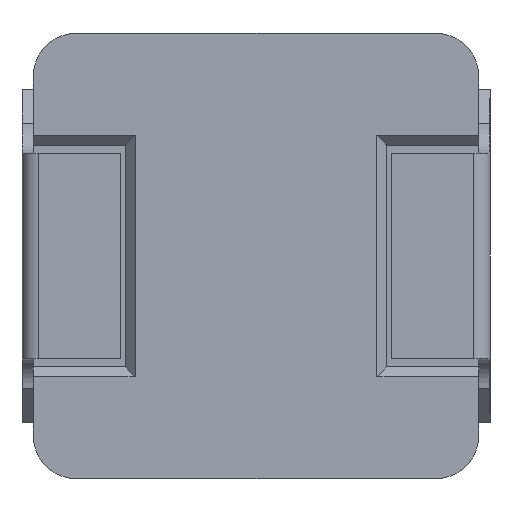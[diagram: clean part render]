
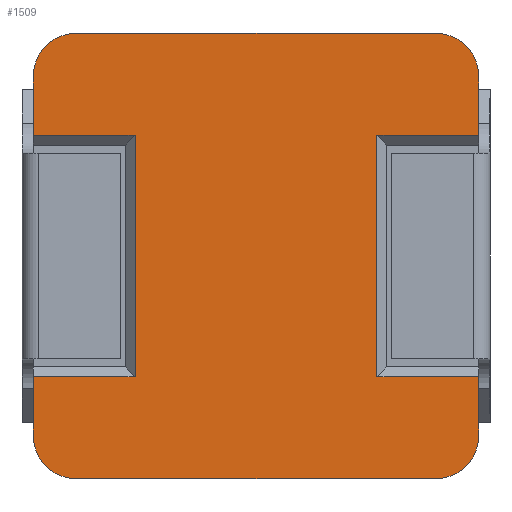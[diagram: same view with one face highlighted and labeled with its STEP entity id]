
A CAD part, front view. The second image highlights one B-rep face of the part: STEP entity #1509.
In plain terms, the highlighted planar face has unit normal (0, -1, 0).
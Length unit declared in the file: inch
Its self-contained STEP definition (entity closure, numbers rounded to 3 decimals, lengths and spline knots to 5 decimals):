
#9 = ORIENTED_EDGE ( 'NONE', *, *, #3935, .F. ) ;
#163 = CIRCLE ( 'NONE', #4497, 0.0396 ) ;
#165 = VERTEX_POINT ( 'NONE', #3411 ) ;
#202 = LINE ( 'NONE', #2935, #354 ) ;
#286 = VERTEX_POINT ( 'NONE', #3346 ) ;
#317 = CARTESIAN_POINT ( 'NONE',  ( 0.23742, 0.09557, 0.03088 ) ) ;
#337 = CIRCLE ( 'NONE', #3621, 0.0396 ) ;
#354 = VECTOR ( 'NONE', #2446, 39.37008 ) ;
#421 = ORIENTED_EDGE ( 'NONE', *, *, #2412, .F. ) ;
#471 = DIRECTION ( 'NONE',  ( 0., 0., -1. ) ) ;
#494 = DIRECTION ( 'NONE',  ( 0., 1., 0. ) ) ;
#521 = CARTESIAN_POINT ( 'NONE',  ( 0.28982, 0.09557, -0.02162 ) ) ;
#555 = ORIENTED_EDGE ( 'NONE', *, *, #2621, .F. ) ;
#625 = CARTESIAN_POINT ( 'NONE',  ( 0.32942, 0.09557, 0.30138 ) ) ;
#635 = VERTEX_POINT ( 'NONE', #3295 ) ;
#651 = LINE ( 'NONE', #625, #2827 ) ;
#701 = VECTOR ( 'NONE', #1761, 39.37008 ) ;
#718 = ORIENTED_EDGE ( 'NONE', *, *, #1200, .F. ) ;
#766 = CARTESIAN_POINT ( 'NONE',  ( 0.28982, 0.09557, 0.34098 ) ) ;
#815 = CIRCLE ( 'NONE', #1112, 0.0396 ) ;
#822 = PLANE ( 'NONE',  #4343 ) ;
#835 = DIRECTION ( 'NONE',  ( 0., 0., -1. ) ) ;
#930 = DIRECTION ( 'NONE',  ( 0., 0., -1. ) ) ;
#948 = CARTESIAN_POINT ( 'NONE',  ( 0.32942, 0.09557, 0.30138 ) ) ;
#953 = LINE ( 'NONE', #948, #3436 ) ;
#974 = EDGE_CURVE ( 'NONE', #165, #635, #2424, .T. ) ;
#1046 = VECTOR ( 'NONE', #2391, 39.37008 ) ;
#1104 = EDGE_CURVE ( 'NONE', #1524, #4444, #815, .T. ) ;
#1112 = AXIS2_PLACEMENT_3D ( 'NONE', #1718, #1712, #1716 ) ;
#1191 = CARTESIAN_POINT ( 'NONE',  ( -0.07278, 0.09557, -0.02162 ) ) ;
#1200 = EDGE_CURVE ( 'NONE', #4476, #635, #953, .T. ) ;
#1319 = DIRECTION ( 'NONE',  ( 0., 1., 0. ) ) ;
#1360 = CARTESIAN_POINT ( 'NONE',  ( -0.03318, 0.09557, -0.06122 ) ) ;
#1380 = ORIENTED_EDGE ( 'NONE', *, *, #1422, .T. ) ;
#1422 = EDGE_CURVE ( 'NONE', #1458, #3820, #3060, .T. ) ;
#1458 = VERTEX_POINT ( 'NONE', #2368 ) ;
#1484 = VERTEX_POINT ( 'NONE', #2237 ) ;
#1509 = ADVANCED_FACE ( 'NONE', ( #1596 ), #822, .F. ) ;
#1518 = CARTESIAN_POINT ( 'NONE',  ( 0.28982, 0.09557, -0.06122 ) ) ;
#1524 = VERTEX_POINT ( 'NONE', #1360 ) ;
#1590 = ORIENTED_EDGE ( 'NONE', *, *, #2673, .F. ) ;
#1596 = FACE_OUTER_BOUND ( 'NONE', #4238, .T. ) ;
#1624 = CARTESIAN_POINT ( 'NONE',  ( -0.07278, 0.09557, 0.24888 ) ) ;
#1669 = EDGE_CURVE ( 'NONE', #3310, #286, #3986, .T. ) ;
#1682 = CARTESIAN_POINT ( 'NONE',  ( 0.28982, 0.09557, 0.24888 ) ) ;
#1692 = VECTOR ( 'NONE', #2750, 39.37008 ) ;
#1712 = DIRECTION ( 'NONE',  ( 0., 1., 0. ) ) ;
#1716 = DIRECTION ( 'NONE',  ( 0., 0., -1. ) ) ;
#1718 = CARTESIAN_POINT ( 'NONE',  ( -0.03318, 0.09557, -0.02162 ) ) ;
#1727 = DIRECTION ( 'NONE',  ( 0., 0., 1. ) ) ;
#1761 = DIRECTION ( 'NONE',  ( 0., 0., 1. ) ) ;
#1772 = DIRECTION ( 'NONE',  ( 0., 1., 0. ) ) ;
#1796 = VECTOR ( 'NONE', #4051, 39.37008 ) ;
#1831 = CARTESIAN_POINT ( 'NONE',  ( 0.28982, 0.09557, 0.30138 ) ) ;
#1846 = VECTOR ( 'NONE', #2881, 39.37008 ) ;
#2028 = EDGE_CURVE ( 'NONE', #3846, #3273, #2788, .T. ) ;
#2217 = EDGE_CURVE ( 'NONE', #1484, #3886, #337, .T. ) ;
#2219 = CARTESIAN_POINT ( 'NONE',  ( 0.23742, 0.09557, 0.30138 ) ) ;
#2237 = CARTESIAN_POINT ( 'NONE',  ( 0.32942, 0.09557, -0.02162 ) ) ;
#2294 = ORIENTED_EDGE ( 'NONE', *, *, #2329, .T. ) ;
#2329 = EDGE_CURVE ( 'NONE', #3273, #3310, #2933, .T. ) ;
#2368 = CARTESIAN_POINT ( 'NONE',  ( 0.32942, 0.09557, 0.03088 ) ) ;
#2391 = DIRECTION ( 'NONE',  ( 1., 0., 0. ) ) ;
#2412 = EDGE_CURVE ( 'NONE', #4444, #286, #2469, .T. ) ;
#2424 = LINE ( 'NONE', #1682, #1046 ) ;
#2444 = DIRECTION ( 'NONE',  ( 0., 0., 1. ) ) ;
#2446 = DIRECTION ( 'NONE',  ( -1., 0., 0. ) ) ;
#2456 = DIRECTION ( 'NONE',  ( 0., 0., 1. ) ) ;
#2460 = DIRECTION ( 'NONE',  ( 1., 0., 0. ) ) ;
#2463 = ORIENTED_EDGE ( 'NONE', *, *, #974, .T. ) ;
#2464 = CARTESIAN_POINT ( 'NONE',  ( -0.07278, 0.09557, 0.30138 ) ) ;
#2469 = LINE ( 'NONE', #2464, #3501 ) ;
#2483 = DIRECTION ( 'NONE',  ( 0., 1., 0. ) ) ;
#2498 = VERTEX_POINT ( 'NONE', #766 ) ;
#2511 = CARTESIAN_POINT ( 'NONE',  ( 0.28982, 0.09557, 0.30138 ) ) ;
#2543 = CIRCLE ( 'NONE', #2977, 0.0396 ) ;
#2621 = EDGE_CURVE ( 'NONE', #1458, #1484, #651, .T. ) ;
#2625 = ORIENTED_EDGE ( 'NONE', *, *, #3253, .T. ) ;
#2673 = EDGE_CURVE ( 'NONE', #2498, #4476, #163, .T. ) ;
#2708 = ORIENTED_EDGE ( 'NONE', *, *, #3543, .F. ) ;
#2709 = LINE ( 'NONE', #2219, #701 ) ;
#2750 = DIRECTION ( 'NONE',  ( 1., 0., 0. ) ) ;
#2781 = CARTESIAN_POINT ( 'NONE',  ( 0.28982, 0.09557, 0.24888 ) ) ;
#2788 = LINE ( 'NONE', #2781, #1692 ) ;
#2827 = VECTOR ( 'NONE', #3251, 39.37008 ) ;
#2881 = DIRECTION ( 'NONE',  ( 0., 0., -1. ) ) ;
#2900 = CARTESIAN_POINT ( 'NONE',  ( 0.01922, 0.09557, 0.30138 ) ) ;
#2933 = LINE ( 'NONE', #2900, #1846 ) ;
#2935 = CARTESIAN_POINT ( 'NONE',  ( -0.03318, 0.09557, -0.06122 ) ) ;
#2952 = CARTESIAN_POINT ( 'NONE',  ( -0.03318, 0.09557, 0.34098 ) ) ;
#2963 = EDGE_CURVE ( 'NONE', #3846, #4006, #3242, .T. ) ;
#2972 = DIRECTION ( 'NONE',  ( -1., 0., 0. ) ) ;
#2977 = AXIS2_PLACEMENT_3D ( 'NONE', #3656, #1319, #835 ) ;
#3032 = CARTESIAN_POINT ( 'NONE',  ( 0.28982, 0.09557, 0.03088 ) ) ;
#3060 = LINE ( 'NONE', #3032, #3828 ) ;
#3242 = LINE ( 'NONE', #4561, #1796 ) ;
#3251 = DIRECTION ( 'NONE',  ( 0., 0., -1. ) ) ;
#3253 = EDGE_CURVE ( 'NONE', #3820, #165, #2709, .T. ) ;
#3273 = VERTEX_POINT ( 'NONE', #4488 ) ;
#3295 = CARTESIAN_POINT ( 'NONE',  ( 0.32942, 0.09557, 0.24888 ) ) ;
#3310 = VERTEX_POINT ( 'NONE', #3549 ) ;
#3315 = CARTESIAN_POINT ( 'NONE',  ( -0.03318, 0.09557, 0.34098 ) ) ;
#3346 = CARTESIAN_POINT ( 'NONE',  ( -0.07278, 0.09557, 0.03088 ) ) ;
#3403 = LINE ( 'NONE', #2952, #3516 ) ;
#3406 = CARTESIAN_POINT ( 'NONE',  ( 0.32942, 0.09557, 0.30138 ) ) ;
#3411 = CARTESIAN_POINT ( 'NONE',  ( 0.23742, 0.09557, 0.24888 ) ) ;
#3436 = VECTOR ( 'NONE', #930, 39.37008 ) ;
#3439 = ORIENTED_EDGE ( 'NONE', *, *, #3877, .F. ) ;
#3491 = CARTESIAN_POINT ( 'NONE',  ( -0.07278, 0.09557, 0.30138 ) ) ;
#3501 = VECTOR ( 'NONE', #2444, 39.37008 ) ;
#3507 = ORIENTED_EDGE ( 'NONE', *, *, #1104, .F. ) ;
#3516 = VECTOR ( 'NONE', #2460, 39.37008 ) ;
#3543 = EDGE_CURVE ( 'NONE', #3707, #2498, #3403, .T. ) ;
#3549 = CARTESIAN_POINT ( 'NONE',  ( 0.01922, 0.09557, 0.03088 ) ) ;
#3561 = ORIENTED_EDGE ( 'NONE', *, *, #2217, .F. ) ;
#3621 = AXIS2_PLACEMENT_3D ( 'NONE', #521, #494, #471 ) ;
#3656 = CARTESIAN_POINT ( 'NONE',  ( -0.03318, 0.09557, 0.30138 ) ) ;
#3707 = VERTEX_POINT ( 'NONE', #3315 ) ;
#3711 = ORIENTED_EDGE ( 'NONE', *, *, #2963, .F. ) ;
#3785 = ORIENTED_EDGE ( 'NONE', *, *, #1669, .T. ) ;
#3820 = VERTEX_POINT ( 'NONE', #317 ) ;
#3828 = VECTOR ( 'NONE', #2972, 39.37008 ) ;
#3846 = VERTEX_POINT ( 'NONE', #1624 ) ;
#3877 = EDGE_CURVE ( 'NONE', #3886, #1524, #202, .T. ) ;
#3886 = VERTEX_POINT ( 'NONE', #1518 ) ;
#3926 = DIRECTION ( 'NONE',  ( -1., 0., 0. ) ) ;
#3935 = EDGE_CURVE ( 'NONE', #4006, #3707, #2543, .T. ) ;
#3983 = ORIENTED_EDGE ( 'NONE', *, *, #2028, .T. ) ;
#3986 = LINE ( 'NONE', #4023, #4509 ) ;
#4006 = VERTEX_POINT ( 'NONE', #3491 ) ;
#4023 = CARTESIAN_POINT ( 'NONE',  ( 0.28982, 0.09557, 0.03088 ) ) ;
#4051 = DIRECTION ( 'NONE',  ( 0., 0., 1. ) ) ;
#4238 = EDGE_LOOP ( 'NONE', ( #555, #1380, #2625, #2463, #718, #1590, #2708, #9, #3711, #3983, #2294, #3785, #421, #3507, #3439, #3561 ) ) ;
#4343 = AXIS2_PLACEMENT_3D ( 'NONE', #1831, #1772, #1727 ) ;
#4444 = VERTEX_POINT ( 'NONE', #1191 ) ;
#4476 = VERTEX_POINT ( 'NONE', #3406 ) ;
#4488 = CARTESIAN_POINT ( 'NONE',  ( 0.01922, 0.09557, 0.24888 ) ) ;
#4497 = AXIS2_PLACEMENT_3D ( 'NONE', #2511, #2483, #2456 ) ;
#4509 = VECTOR ( 'NONE', #3926, 39.37008 ) ;
#4561 = CARTESIAN_POINT ( 'NONE',  ( -0.07278, 0.09557, 0.30138 ) ) ;
